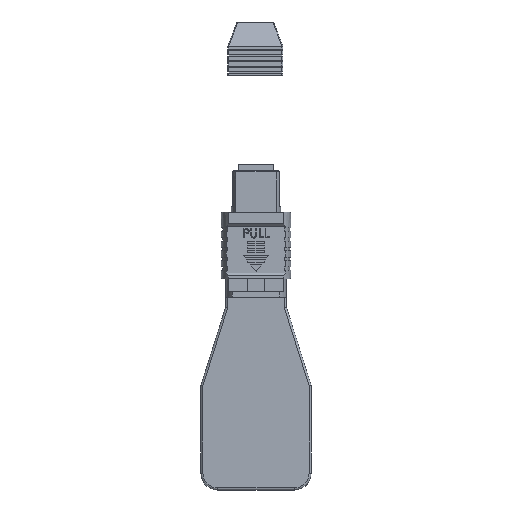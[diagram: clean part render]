
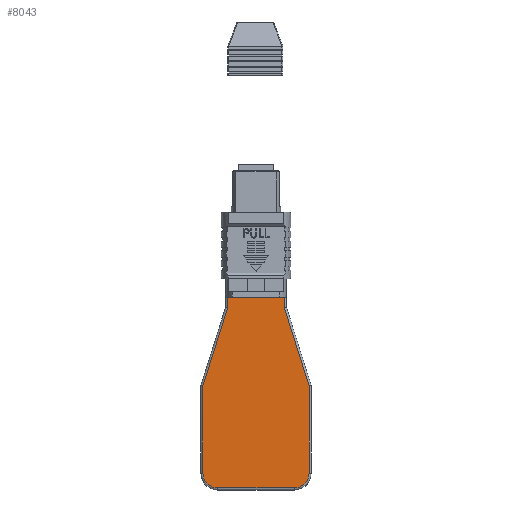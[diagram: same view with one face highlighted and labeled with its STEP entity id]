
A CAD part, front view. The second image highlights one B-rep face of the part: STEP entity #8043.
In plain terms, the highlighted planar face has unit normal (0, -1, 0).
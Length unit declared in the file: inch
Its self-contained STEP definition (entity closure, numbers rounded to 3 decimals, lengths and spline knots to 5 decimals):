
#18 = VERTEX_POINT ( 'NONE', #4060 ) ;
#132 = ORIENTED_EDGE ( 'NONE', *, *, #12442, .T. ) ;
#171 = ORIENTED_EDGE ( 'NONE', *, *, #9473, .T. ) ;
#779 = LINE ( 'NONE', #13155, #9622 ) ;
#952 = DIRECTION ( 'NONE',  ( -0.302, 0., 0.953 ) ) ;
#1134 = CARTESIAN_POINT ( 'NONE',  ( 0.21654, -0.12795, 0.63 ) ) ;
#1181 = VERTEX_POINT ( 'NONE', #16432 ) ;
#1286 = CARTESIAN_POINT ( 'NONE',  ( -0.3787, -0.12795, -0.62795 ) ) ;
#1331 = CIRCLE ( 'NONE', #12367, 0.105 ) ;
#1361 = LINE ( 'NONE', #5448, #9860 ) ;
#1365 = CARTESIAN_POINT ( 'NONE',  ( -0.3794, -0.12795, -0.00452 ) ) ;
#1470 = EDGE_CURVE ( 'NONE', #18, #9280, #16235, .T. ) ;
#2424 = DIRECTION ( 'NONE',  ( 0., 0., -1. ) ) ;
#2532 = EDGE_CURVE ( 'NONE', #7888, #12650, #1331, .T. ) ;
#2599 = DIRECTION ( 'NONE',  ( 0., -1., 0. ) ) ;
#2678 = PLANE ( 'NONE',  #6634 ) ;
#2944 = ORIENTED_EDGE ( 'NONE', *, *, #2532, .T. ) ;
#3198 = VECTOR ( 'NONE', #16656, 39.37008 ) ;
#3544 = CIRCLE ( 'NONE', #14899, 0.105 ) ;
#3669 = LINE ( 'NONE', #1134, #10986 ) ;
#4060 = CARTESIAN_POINT ( 'NONE',  ( 0.3787, -0.12795, -0.00232 ) ) ;
#4075 = DIRECTION ( 'NONE',  ( 0., 0., -1. ) ) ;
#4081 = VERTEX_POINT ( 'NONE', #15481 ) ;
#4166 = CARTESIAN_POINT ( 'NONE',  ( 0.20154, -0.12795, 0.55768 ) ) ;
#4450 = CARTESIAN_POINT ( 'NONE',  ( 0.2737, -0.12795, -0.73295 ) ) ;
#4528 = EDGE_LOOP ( 'NONE', ( #12358, #10868, #171, #13214, #2944, #132, #8171, #10012, #17390, #15390 ) ) ;
#5412 = DIRECTION ( 'NONE',  ( 0., -1., 0. ) ) ;
#5448 = CARTESIAN_POINT ( 'NONE',  ( -0.3787, -0.12795, -0.62795 ) ) ;
#5974 = EDGE_CURVE ( 'NONE', #1181, #10013, #3669, .T. ) ;
#6291 = CARTESIAN_POINT ( 'NONE',  ( -0.2737, -0.12795, -0.73295 ) ) ;
#6634 = AXIS2_PLACEMENT_3D ( 'NONE', #8197, #5412, #2424 ) ;
#6941 = LINE ( 'NONE', #8559, #14841 ) ;
#7831 = LINE ( 'NONE', #10945, #14308 ) ;
#7888 = VERTEX_POINT ( 'NONE', #1286 ) ;
#8043 = ADVANCED_FACE ( 'NONE', ( #14966 ), #2678, .T. ) ;
#8171 = ORIENTED_EDGE ( 'NONE', *, *, #12525, .T. ) ;
#8197 = CARTESIAN_POINT ( 'NONE',  ( 0., -0.12795, 0. ) ) ;
#8559 = CARTESIAN_POINT ( 'NONE',  ( -0.20154, -0.12795, 0.51027 ) ) ;
#8583 = EDGE_CURVE ( 'NONE', #16067, #7888, #1361, .T. ) ;
#8693 = LINE ( 'NONE', #14529, #17199 ) ;
#9280 = VERTEX_POINT ( 'NONE', #4166 ) ;
#9473 = EDGE_CURVE ( 'NONE', #4081, #16067, #9616, .T. ) ;
#9497 = VERTEX_POINT ( 'NONE', #12831 ) ;
#9573 = DIRECTION ( 'NONE',  ( 1., 0., 0. ) ) ;
#9616 = LINE ( 'NONE', #1365, #3198 ) ;
#9622 = VECTOR ( 'NONE', #14403, 39.37008 ) ;
#9860 = VECTOR ( 'NONE', #4075, 39.37008 ) ;
#9979 = CARTESIAN_POINT ( 'NONE',  ( -0.3787, -0.12795, -0.00232 ) ) ;
#10012 = ORIENTED_EDGE ( 'NONE', *, *, #16538, .T. ) ;
#10013 = VERTEX_POINT ( 'NONE', #11492 ) ;
#10258 = DIRECTION ( 'NONE',  ( 0., 0., 1. ) ) ;
#10323 = EDGE_CURVE ( 'NONE', #9280, #10013, #8693, .T. ) ;
#10868 = ORIENTED_EDGE ( 'NONE', *, *, #16359, .T. ) ;
#10945 = CARTESIAN_POINT ( 'NONE',  ( 0.2737, -0.12795, -0.73295 ) ) ;
#10965 = DIRECTION ( 'NONE',  ( 0., 0., -1. ) ) ;
#10986 = VECTOR ( 'NONE', #9573, 39.37008 ) ;
#11133 = DIRECTION ( 'NONE',  ( 0., 0., -1. ) ) ;
#11492 = CARTESIAN_POINT ( 'NONE',  ( 0.20154, -0.12795, 0.63 ) ) ;
#11968 = DIRECTION ( 'NONE',  ( 1., 0., 0. ) ) ;
#12346 = CARTESIAN_POINT ( 'NONE',  ( -0.2737, -0.12795, -0.62795 ) ) ;
#12358 = ORIENTED_EDGE ( 'NONE', *, *, #5974, .F. ) ;
#12367 = AXIS2_PLACEMENT_3D ( 'NONE', #12346, #2599, #10965 ) ;
#12442 = EDGE_CURVE ( 'NONE', #12650, #14927, #7831, .T. ) ;
#12504 = CARTESIAN_POINT ( 'NONE',  ( 0.2737, -0.12795, -0.62795 ) ) ;
#12525 = EDGE_CURVE ( 'NONE', #14927, #9497, #3544, .T. ) ;
#12650 = VERTEX_POINT ( 'NONE', #6291 ) ;
#12726 = VECTOR ( 'NONE', #952, 39.37008 ) ;
#12831 = CARTESIAN_POINT ( 'NONE',  ( 0.3787, -0.12795, -0.62795 ) ) ;
#13155 = CARTESIAN_POINT ( 'NONE',  ( 0.3787, -0.12795, 0. ) ) ;
#13214 = ORIENTED_EDGE ( 'NONE', *, *, #8583, .T. ) ;
#13685 = CARTESIAN_POINT ( 'NONE',  ( 0.20223, -0.12795, 0.55548 ) ) ;
#14308 = VECTOR ( 'NONE', #11968, 39.37008 ) ;
#14403 = DIRECTION ( 'NONE',  ( 0., 0., 1. ) ) ;
#14529 = CARTESIAN_POINT ( 'NONE',  ( 0.20154, -0.12795, 0.63 ) ) ;
#14841 = VECTOR ( 'NONE', #15426, 39.37008 ) ;
#14899 = AXIS2_PLACEMENT_3D ( 'NONE', #12504, #15405, #11133 ) ;
#14927 = VERTEX_POINT ( 'NONE', #4450 ) ;
#14966 = FACE_OUTER_BOUND ( 'NONE', #4528, .T. ) ;
#15390 = ORIENTED_EDGE ( 'NONE', *, *, #10323, .T. ) ;
#15405 = DIRECTION ( 'NONE',  ( 0., -1., 0. ) ) ;
#15426 = DIRECTION ( 'NONE',  ( 0., 0., -1. ) ) ;
#15481 = CARTESIAN_POINT ( 'NONE',  ( -0.20154, -0.12795, 0.55768 ) ) ;
#16067 = VERTEX_POINT ( 'NONE', #9979 ) ;
#16235 = LINE ( 'NONE', #13685, #12726 ) ;
#16359 = EDGE_CURVE ( 'NONE', #1181, #4081, #6941, .T. ) ;
#16432 = CARTESIAN_POINT ( 'NONE',  ( -0.20154, -0.12795, 0.63 ) ) ;
#16538 = EDGE_CURVE ( 'NONE', #9497, #18, #779, .T. ) ;
#16656 = DIRECTION ( 'NONE',  ( -0.302, 0., -0.953 ) ) ;
#17199 = VECTOR ( 'NONE', #10258, 39.37008 ) ;
#17390 = ORIENTED_EDGE ( 'NONE', *, *, #1470, .T. ) ;
